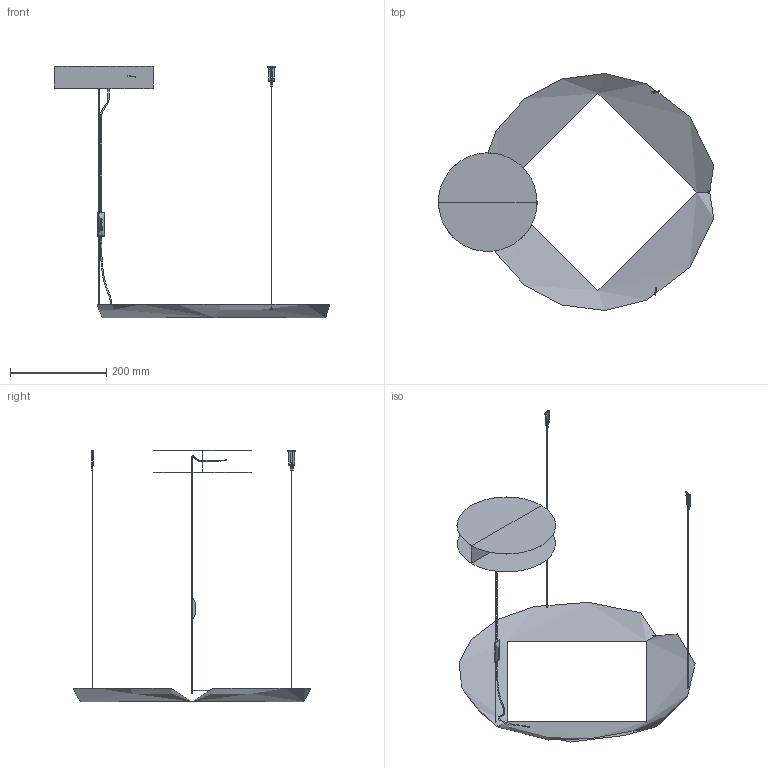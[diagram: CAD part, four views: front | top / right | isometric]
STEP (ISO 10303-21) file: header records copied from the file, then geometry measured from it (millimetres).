
FILE_DESCRIPTION(/* description */ (''),/* implementation_level */ '2;1');
FILE_NAME(/* name */ 'ripple 50',/* time_stamp */ '2021-05-11T17:23:20+02:00',/* author */ (''),/* organization */ (''),/* preprocessor_version */ 'ST-DEVELOPER v15',/* originating_system */ '',/* authorisation */ '');
FILE_SCHEMA (('AUTOMOTIVE_DESIGN'));
Length unit declared in the file: millimetre
Products named in the file (1): Document
Bounding box: 573.48 x 493.31 x 523.22 mm (x, y, z)
Volume: 3688045.6 mm3; surface area: 385090.8 mm2
Topology: 9 solids, 10 shells, 808 faces, 2224 edges, 1439 vertices
Faces by surface type: bspline 609, plane 199
Entity records: 42444 total; most frequent: CARTESIAN_POINT 29788, ORIENTED_EDGE 4408, EDGE_CURVE 2215, VERTEX_POINT 1441, B_SPLINE_CURVE_WITH_KNOTS 1163, EDGE_LOOP 840, ADVANCED_FACE 804, FACE_OUTER_BOUND 804
